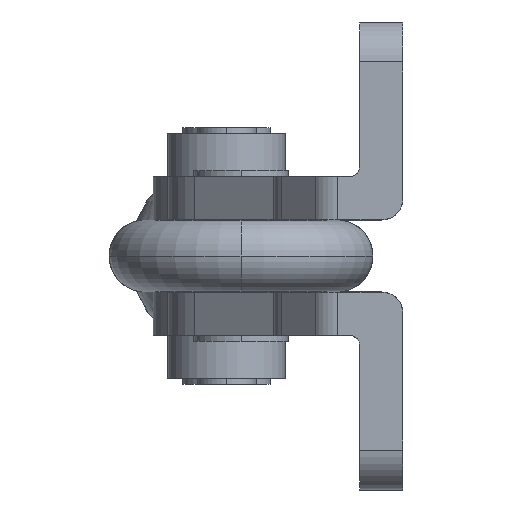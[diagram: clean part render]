
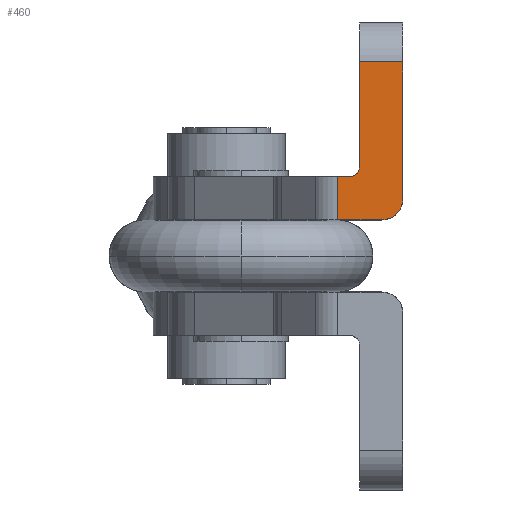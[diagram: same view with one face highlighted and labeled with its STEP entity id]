
A CAD part, left-side view. The second image highlights one B-rep face of the part: STEP entity #460.
In plain terms, the highlighted planar face has unit normal (-1, 0, 0).
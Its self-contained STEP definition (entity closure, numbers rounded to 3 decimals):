
#460 = ADVANCED_FACE( '', ( #1015 ), #1016, .F. );
#1015 = FACE_OUTER_BOUND( '', #1618, .T. );
#1016 = PLANE( '', #1619 );
#1618 = EDGE_LOOP( '', ( #3666, #3667, #3668, #3669, #3670, #3671, #3672, #3673 ) );
#1619 = AXIS2_PLACEMENT_3D( '', #3674, #3675, #3676 );
#3666 = ORIENTED_EDGE( '', *, *, #4638, .T. );
#3667 = ORIENTED_EDGE( '', *, *, #4662, .F. );
#3668 = ORIENTED_EDGE( '', *, *, #4663, .F. );
#3669 = ORIENTED_EDGE( '', *, *, #4664, .F. );
#3670 = ORIENTED_EDGE( '', *, *, #4665, .F. );
#3671 = ORIENTED_EDGE( '', *, *, #4666, .F. );
#3672 = ORIENTED_EDGE( '', *, *, #4667, .F. );
#3673 = ORIENTED_EDGE( '', *, *, #4668, .F. );
#3674 = CARTESIAN_POINT( '', ( -116.1, 10.899, 6.005 ) );
#3675 = DIRECTION( '', ( 1., 0., 0. ) );
#3676 = DIRECTION( '', ( 0., 1., 0. ) );
#4638 = EDGE_CURVE( '', #5800, #5801, #5802, .T. );
#4662 = EDGE_CURVE( '', #5842, #5801, #5843, .T. );
#4663 = EDGE_CURVE( '', #5844, #5842, #5845, .T. );
#4664 = EDGE_CURVE( '', #5846, #5844, #5847, .T. );
#4665 = EDGE_CURVE( '', #5848, #5846, #5849, .T. );
#4666 = EDGE_CURVE( '', #5850, #5848, #5851, .T. );
#4667 = EDGE_CURVE( '', #5852, #5850, #5853, .T. );
#4668 = EDGE_CURVE( '', #5800, #5852, #5854, .T. );
#5800 = VERTEX_POINT( '', #8071 );
#5801 = VERTEX_POINT( '', #8072 );
#5802 = LINE( '', #8073, #8074 );
#5842 = VERTEX_POINT( '', #8131 );
#5843 = LINE( '', #8132, #8133 );
#5844 = VERTEX_POINT( '', #8134 );
#5845 = CIRCLE( '', #8135, 1.8 );
#5846 = VERTEX_POINT( '', #8136 );
#5847 = LINE( '', #8137, #8138 );
#5848 = VERTEX_POINT( '', #8139 );
#5849 = LINE( '', #8140, #8141 );
#5850 = VERTEX_POINT( '', #8142 );
#5851 = LINE( '', #8143, #8144 );
#5852 = VERTEX_POINT( '', #8145 );
#5853 = CIRCLE( '', #8146, 3.6 );
#5854 = LINE( '', #8147, #8148 );
#8071 = CARTESIAN_POINT( '', ( -116.1, 0., 32.346 ) );
#8072 = CARTESIAN_POINT( '', ( -116.1, 7.22, 32.346 ) );
#8073 = CARTESIAN_POINT( '', ( -116.1, 3.625, 32.346 ) );
#8074 = VECTOR( '', #9493, 1. );
#8131 = CARTESIAN_POINT( '', ( -116.1, 7.22, 14.99 ) );
#8132 = CARTESIAN_POINT( '', ( -116.1, 7.22, 10.498 ) );
#8133 = VECTOR( '', #9529, 1. );
#8134 = CARTESIAN_POINT( '', ( -116.1, 9.02, 13.19 ) );
#8135 = AXIS2_PLACEMENT_3D( '', #9530, #9531, #9532 );
#8136 = CARTESIAN_POINT( '', ( -116.1, 10.899, 13.19 ) );
#8137 = CARTESIAN_POINT( '', ( -116.1, 28.724, 13.19 ) );
#8138 = VECTOR( '', #9533, 1. );
#8139 = CARTESIAN_POINT( '', ( -116.1, 10.899, 6.01 ) );
#8140 = CARTESIAN_POINT( '', ( -116.1, 10.899, 6.005 ) );
#8141 = VECTOR( '', #9534, 1. );
#8142 = CARTESIAN_POINT( '', ( -116.1, 3.6, 6.01 ) );
#8143 = CARTESIAN_POINT( '', ( -116.1, 7.249, 6.01 ) );
#8144 = VECTOR( '', #9535, 1. );
#8145 = CARTESIAN_POINT( '', ( -116.1, 0., 9.61 ) );
#8146 = AXIS2_PLACEMENT_3D( '', #9536, #9537, #9538 );
#8147 = CARTESIAN_POINT( '', ( -116.1, 0., 24.008 ) );
#8148 = VECTOR( '', #9539, 1. );
#9493 = DIRECTION( '', ( 0., 1., 0. ) );
#9529 = DIRECTION( '', ( 0., 0., 1. ) );
#9530 = CARTESIAN_POINT( '', ( -116.1, 9.02, 14.99 ) );
#9531 = DIRECTION( '', ( -1., 0., 0. ) );
#9532 = DIRECTION( '', ( 0., 0., -1. ) );
#9533 = DIRECTION( '', ( 0., -1., 0. ) );
#9534 = DIRECTION( '', ( 0., 0., 1. ) );
#9535 = DIRECTION( '', ( 0., 1., 0. ) );
#9536 = CARTESIAN_POINT( '', ( -116.1, 3.6, 9.61 ) );
#9537 = DIRECTION( '', ( 1., 0., 0. ) );
#9538 = DIRECTION( '', ( 0., -1., 0. ) );
#9539 = DIRECTION( '', ( 0., 0., -1. ) );
